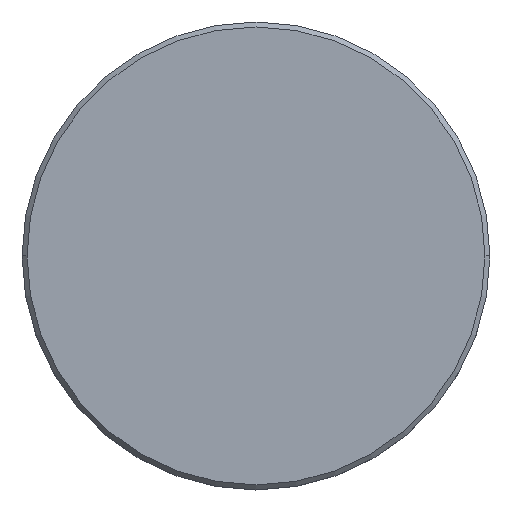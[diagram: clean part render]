
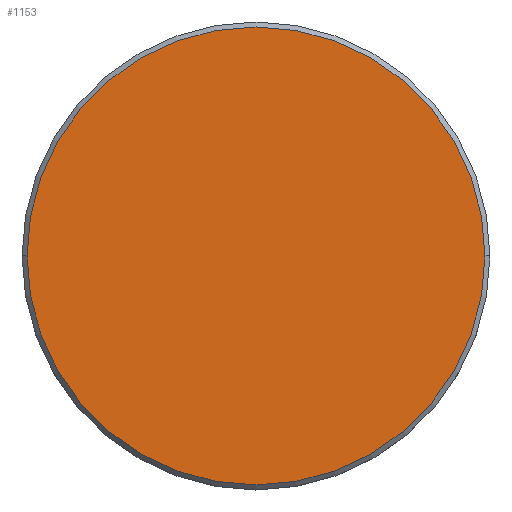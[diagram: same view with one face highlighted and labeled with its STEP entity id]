
A CAD part, top view. The second image highlights one B-rep face of the part: STEP entity #1153.
In plain terms, the highlighted planar face has unit normal (0, 0, 1).
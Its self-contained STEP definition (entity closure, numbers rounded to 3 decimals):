
#74 = EDGE_CURVE ( 'NONE', #809, #122, #390, .T. ) ;
#78 = CARTESIAN_POINT ( 'NONE',  ( 23., 0., 0. ) ) ;
#114 = EDGE_LOOP ( 'NONE', ( #662, #772 ) ) ;
#122 = VERTEX_POINT ( 'NONE', #964 ) ;
#160 = CARTESIAN_POINT ( 'NONE',  ( 0., 0., 0. ) ) ;
#337 = AXIS2_PLACEMENT_3D ( 'NONE', #731, #741, #926 ) ;
#363 = DIRECTION ( 'NONE',  ( 1., 0., 0. ) ) ;
#368 = EDGE_CURVE ( 'NONE', #122, #809, #1082, .T. ) ;
#390 = CIRCLE ( 'NONE', #730, 23. ) ;
#649 = CARTESIAN_POINT ( 'NONE',  ( 0., 0., 0. ) ) ;
#662 = ORIENTED_EDGE ( 'NONE', *, *, #368, .T. ) ;
#730 = AXIS2_PLACEMENT_3D ( 'NONE', #160, #906, #363 ) ;
#731 = CARTESIAN_POINT ( 'NONE',  ( 0., 0., 0. ) ) ;
#741 = DIRECTION ( 'NONE',  ( 0., 0., 1. ) ) ;
#744 = DIRECTION ( 'NONE',  ( 0., 0., 1. ) ) ;
#772 = ORIENTED_EDGE ( 'NONE', *, *, #74, .T. ) ;
#809 = VERTEX_POINT ( 'NONE', #78 ) ;
#850 = AXIS2_PLACEMENT_3D ( 'NONE', #649, #744, #1092 ) ;
#906 = DIRECTION ( 'NONE',  ( 0., 0., 1. ) ) ;
#926 = DIRECTION ( 'NONE',  ( 1., 0., 0. ) ) ;
#964 = CARTESIAN_POINT ( 'NONE',  ( -23., 0., 0. ) ) ;
#988 = FACE_OUTER_BOUND ( 'NONE', #114, .T. ) ;
#1082 = CIRCLE ( 'NONE', #850, 23. ) ;
#1092 = DIRECTION ( 'NONE',  ( 1., 0., 0. ) ) ;
#1153 = ADVANCED_FACE ( 'NONE', ( #988 ), #1182, .T. ) ;
#1182 = PLANE ( 'NONE',  #337 ) ;
